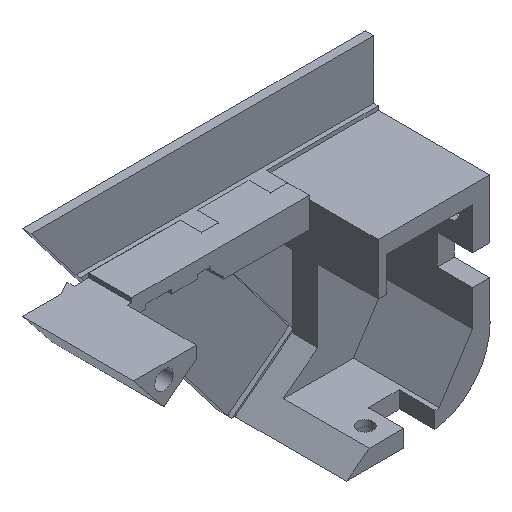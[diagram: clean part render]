
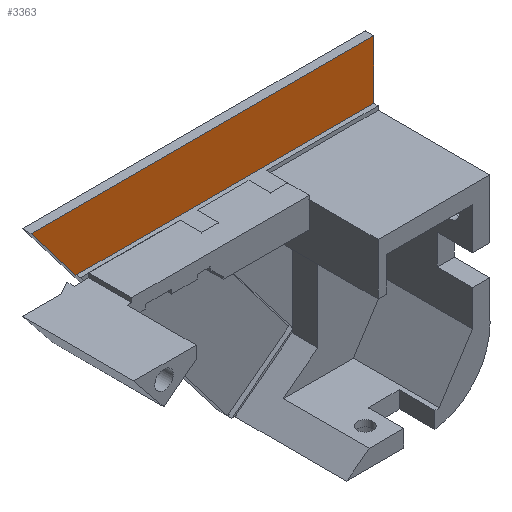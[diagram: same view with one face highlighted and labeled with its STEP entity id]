
A CAD part, isometric view. The second image highlights one B-rep face of the part: STEP entity #3363.
In plain terms, the highlighted planar face has unit normal (0, -1, 0).
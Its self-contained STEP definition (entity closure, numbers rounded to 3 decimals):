
#282=FACE_OUTER_BOUND('',#458,.T.);
#458=EDGE_LOOP('',(#2824,#2825,#2826,#2827));
#824=LINE('',#5186,#1268);
#831=LINE('',#5200,#1275);
#832=LINE('',#5202,#1276);
#833=LINE('',#5203,#1277);
#1268=VECTOR('',#4272,10.);
#1275=VECTOR('',#4285,10.);
#1276=VECTOR('',#4286,10.);
#1277=VECTOR('',#4287,10.);
#1617=VERTEX_POINT('',#5184);
#1618=VERTEX_POINT('',#5185);
#1622=VERTEX_POINT('',#5199);
#1623=VERTEX_POINT('',#5201);
#2032=EDGE_CURVE('',#1617,#1618,#824,.T.);
#2040=EDGE_CURVE('',#1617,#1622,#831,.T.);
#2041=EDGE_CURVE('',#1622,#1623,#832,.T.);
#2042=EDGE_CURVE('',#1623,#1618,#833,.T.);
#2824=ORIENTED_EDGE('',*,*,#2032,.F.);
#2825=ORIENTED_EDGE('',*,*,#2040,.T.);
#2826=ORIENTED_EDGE('',*,*,#2041,.T.);
#2827=ORIENTED_EDGE('',*,*,#2042,.T.);
#3203=PLANE('',#3641);
#3363=ADVANCED_FACE('',(#282),#3203,.T.);
#3641=AXIS2_PLACEMENT_3D('',#5198,#4283,#4284);
#4272=DIRECTION('',(0.,0.,1.));
#4283=DIRECTION('center_axis',(0.,-1.,0.));
#4284=DIRECTION('ref_axis',(0.,0.,-1.));
#4285=DIRECTION('',(1.,0.,0.));
#4286=DIRECTION('',(0.,0.,1.));
#4287=DIRECTION('',(-0.793,0.,-0.609));
#5184=CARTESIAN_POINT('',(22.725,0.,-15.251));
#5185=CARTESIAN_POINT('',(22.725,0.,53.97));
#5186=CARTESIAN_POINT('',(22.725,0.,39.273));
#5198=CARTESIAN_POINT('Origin',(6.575,0.,24.577));
#5199=CARTESIAN_POINT('',(36.325,0.,-15.251));
#5200=CARTESIAN_POINT('',(-8.175,0.,-15.251));
#5201=CARTESIAN_POINT('',(36.325,0.,64.405));
#5202=CARTESIAN_POINT('',(36.325,0.,-15.251));
#5203=CARTESIAN_POINT('',(36.325,0.,64.405));
